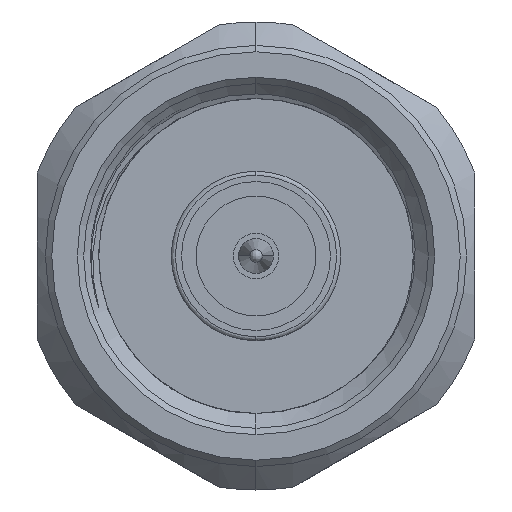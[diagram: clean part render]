
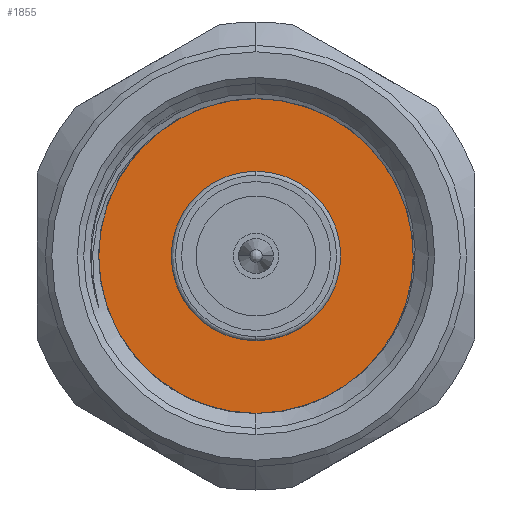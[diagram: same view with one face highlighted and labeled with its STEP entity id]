
A CAD part, left-side view. The second image highlights one B-rep face of the part: STEP entity #1855.
In plain terms, the highlighted planar face has unit normal (-1, 0, 0).
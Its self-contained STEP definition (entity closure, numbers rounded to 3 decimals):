
#78 = EDGE_CURVE ( 'NONE', #1595, #163, #1966, .T. ) ;
#161 = DIRECTION ( 'NONE',  ( 0., 0., 1. ) ) ;
#163 = VERTEX_POINT ( 'NONE', #5276 ) ;
#438 = VERTEX_POINT ( 'NONE', #665 ) ;
#450 = ORIENTED_EDGE ( 'NONE', *, *, #3021, .F. ) ;
#466 = PLANE ( 'NONE',  #3047 ) ;
#564 = DIRECTION ( 'NONE',  ( 0., 0., 1. ) ) ;
#665 = CARTESIAN_POINT ( 'NONE',  ( 9.15, 0., -3.985 ) ) ;
#1010 = DIRECTION ( 'NONE',  ( 1., 0., 0. ) ) ;
#1271 = EDGE_CURVE ( 'NONE', #4010, #438, #1364, .T. ) ;
#1348 = EDGE_CURVE ( 'NONE', #438, #4010, #2071, .T. ) ;
#1364 = CIRCLE ( 'NONE', #1738, 3.985 ) ;
#1595 = VERTEX_POINT ( 'NONE', #3249 ) ;
#1603 = DIRECTION ( 'NONE',  ( 0., 0., 1. ) ) ;
#1662 = AXIS2_PLACEMENT_3D ( 'NONE', #2418, #4239, #161 ) ;
#1738 = AXIS2_PLACEMENT_3D ( 'NONE', #4743, #4248, #564 ) ;
#1855 = ADVANCED_FACE ( 'NONE', ( #5742, #4762 ), #466, .F. ) ;
#1966 = CIRCLE ( 'NONE', #1662, 7.7 ) ;
#2071 = CIRCLE ( 'NONE', #4638, 3.985 ) ;
#2328 = EDGE_LOOP ( 'NONE', ( #450, #4377 ) ) ;
#2393 = DIRECTION ( 'NONE',  ( -1., 0., 0. ) ) ;
#2418 = CARTESIAN_POINT ( 'NONE',  ( 9.15, 0., 0. ) ) ;
#2995 = CARTESIAN_POINT ( 'NONE',  ( 9.15, 0., 0. ) ) ;
#3021 = EDGE_CURVE ( 'NONE', #163, #1595, #4048, .T. ) ;
#3047 = AXIS2_PLACEMENT_3D ( 'NONE', #3682, #1010, #4710 ) ;
#3190 = CARTESIAN_POINT ( 'NONE',  ( 9.15, 0., 3.985 ) ) ;
#3249 = CARTESIAN_POINT ( 'NONE',  ( 9.15, 0., -7.7 ) ) ;
#3682 = CARTESIAN_POINT ( 'NONE',  ( 9.15, 0., 0. ) ) ;
#3793 = DIRECTION ( 'NONE',  ( 0., 0., 1. ) ) ;
#4010 = VERTEX_POINT ( 'NONE', #3190 ) ;
#4048 = CIRCLE ( 'NONE', #5347, 7.7 ) ;
#4223 = ORIENTED_EDGE ( 'NONE', *, *, #1271, .F. ) ;
#4239 = DIRECTION ( 'NONE',  ( 1., 0., 0. ) ) ;
#4248 = DIRECTION ( 'NONE',  ( -1., 0., 0. ) ) ;
#4362 = DIRECTION ( 'NONE',  ( 1., 0., 0. ) ) ;
#4377 = ORIENTED_EDGE ( 'NONE', *, *, #78, .F. ) ;
#4638 = AXIS2_PLACEMENT_3D ( 'NONE', #5127, #2393, #3793 ) ;
#4710 = DIRECTION ( 'NONE',  ( 0., 0., -1. ) ) ;
#4743 = CARTESIAN_POINT ( 'NONE',  ( 9.15, 0., 0. ) ) ;
#4762 = FACE_BOUND ( 'NONE', #5612, .T. ) ;
#5127 = CARTESIAN_POINT ( 'NONE',  ( 9.15, 0., 0. ) ) ;
#5276 = CARTESIAN_POINT ( 'NONE',  ( 9.15, 0., 7.7 ) ) ;
#5347 = AXIS2_PLACEMENT_3D ( 'NONE', #2995, #4362, #1603 ) ;
#5406 = ORIENTED_EDGE ( 'NONE', *, *, #1348, .F. ) ;
#5612 = EDGE_LOOP ( 'NONE', ( #4223, #5406 ) ) ;
#5742 = FACE_OUTER_BOUND ( 'NONE', #2328, .T. ) ;
